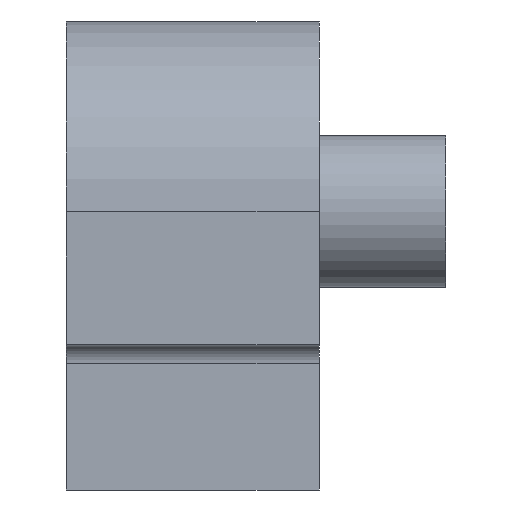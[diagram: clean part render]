
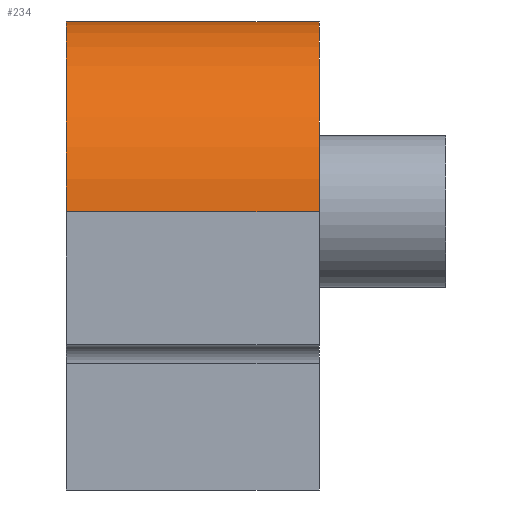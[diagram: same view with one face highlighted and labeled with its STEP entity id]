
A CAD part, front view. The second image highlights one B-rep face of the part: STEP entity #234.
In plain terms, the highlighted cylindrical face has radius 7.5 mm (diameter 15 mm), a partial arc.
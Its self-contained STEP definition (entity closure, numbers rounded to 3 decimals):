
#64 = CIRCLE ( 'NONE', #271, 7.5 ) ;
#88 = ORIENTED_EDGE ( 'NONE', *, *, #125, .T. ) ;
#89 = DIRECTION ( 'NONE',  ( -1., 0., 0. ) ) ;
#91 = CARTESIAN_POINT ( 'NONE',  ( 82.5, 199.46, 16. ) ) ;
#112 = EDGE_CURVE ( 'NONE', #533, #144, #64, .T. ) ;
#125 = EDGE_CURVE ( 'NONE', #144, #883, #601, .T. ) ;
#144 = VERTEX_POINT ( 'NONE', #320 ) ;
#146 = ORIENTED_EDGE ( 'NONE', *, *, #645, .F. ) ;
#156 = CARTESIAN_POINT ( 'NONE',  ( 72.5, 191.96, 16. ) ) ;
#164 = ORIENTED_EDGE ( 'NONE', *, *, #453, .T. ) ;
#194 = CARTESIAN_POINT ( 'NONE',  ( 72.5, 199.46, 16. ) ) ;
#234 = ADVANCED_FACE ( 'NONE', ( #646 ), #496, .T. ) ;
#243 = DIRECTION ( 'NONE',  ( -1., 0., 0. ) ) ;
#271 = AXIS2_PLACEMENT_3D ( 'NONE', #91, #388, #886 ) ;
#282 = CARTESIAN_POINT ( 'NONE',  ( 72.5, 199.46, 23.5 ) ) ;
#320 = CARTESIAN_POINT ( 'NONE',  ( 82.5, 199.46, 23.5 ) ) ;
#332 = CARTESIAN_POINT ( 'NONE',  ( 82.5, 191.96, 16. ) ) ;
#358 = VERTEX_POINT ( 'NONE', #156 ) ;
#369 = DIRECTION ( 'NONE',  ( 0., 0., 1. ) ) ;
#374 = CARTESIAN_POINT ( 'NONE',  ( 82.5, 199.46, 23.5 ) ) ;
#388 = DIRECTION ( 'NONE',  ( -1., 0., 0. ) ) ;
#389 = DIRECTION ( 'NONE',  ( 1., 0., 0. ) ) ;
#401 = DIRECTION ( 'NONE',  ( 0., 0., 1. ) ) ;
#453 = EDGE_CURVE ( 'NONE', #358, #533, #471, .T. ) ;
#471 = LINE ( 'NONE', #900, #697 ) ;
#496 = CYLINDRICAL_SURFACE ( 'NONE', #844, 7.5 ) ;
#533 = VERTEX_POINT ( 'NONE', #332 ) ;
#601 = LINE ( 'NONE', #374, #839 ) ;
#645 = EDGE_CURVE ( 'NONE', #358, #883, #896, .T. ) ;
#646 = FACE_OUTER_BOUND ( 'NONE', #802, .T. ) ;
#697 = VECTOR ( 'NONE', #389, 1000. ) ;
#729 = CARTESIAN_POINT ( 'NONE',  ( 82.5, 199.46, 16. ) ) ;
#730 = AXIS2_PLACEMENT_3D ( 'NONE', #194, #821, #401 ) ;
#788 = ORIENTED_EDGE ( 'NONE', *, *, #112, .T. ) ;
#802 = EDGE_LOOP ( 'NONE', ( #788, #88, #146, #164 ) ) ;
#821 = DIRECTION ( 'NONE',  ( -1., 0., 0. ) ) ;
#839 = VECTOR ( 'NONE', #243, 1000. ) ;
#844 = AXIS2_PLACEMENT_3D ( 'NONE', #729, #89, #369 ) ;
#883 = VERTEX_POINT ( 'NONE', #282 ) ;
#886 = DIRECTION ( 'NONE',  ( 0., 0., 1. ) ) ;
#896 = CIRCLE ( 'NONE', #730, 7.5 ) ;
#900 = CARTESIAN_POINT ( 'NONE',  ( 82.5, 191.96, 16. ) ) ;
